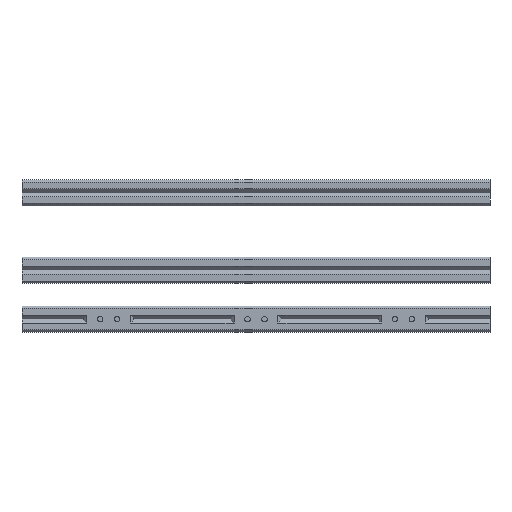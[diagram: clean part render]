
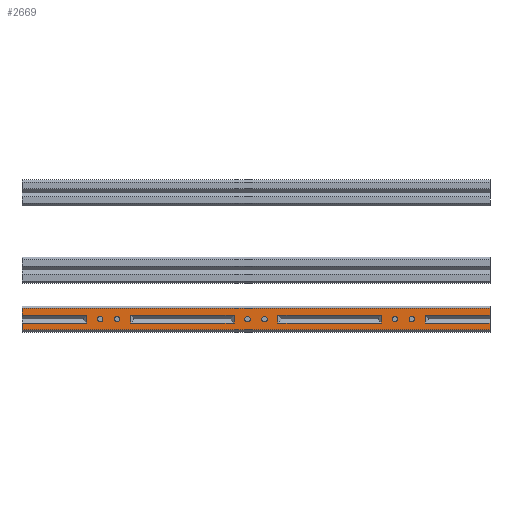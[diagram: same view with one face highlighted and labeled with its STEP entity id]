
A CAD part, top view. The second image highlights one B-rep face of the part: STEP entity #2669.
In plain terms, the highlighted planar face has unit normal (0, 0, 1).
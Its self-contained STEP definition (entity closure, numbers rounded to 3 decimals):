
#49=FACE_BOUND('',#943,.T.);
#50=FACE_BOUND('',#944,.T.);
#51=FACE_BOUND('',#945,.T.);
#52=FACE_BOUND('',#946,.T.);
#53=FACE_BOUND('',#947,.T.);
#54=FACE_BOUND('',#948,.T.);
#55=FACE_BOUND('',#949,.T.);
#56=FACE_BOUND('',#950,.T.);
#155=LINE('',#3999,#488);
#158=LINE('',#4005,#491);
#159=LINE('',#4007,#492);
#160=LINE('',#4009,#493);
#161=LINE('',#4011,#494);
#162=LINE('',#4013,#495);
#163=LINE('',#4015,#496);
#164=LINE('',#4017,#497);
#165=LINE('',#4019,#498);
#166=LINE('',#4021,#499);
#167=LINE('',#4023,#500);
#168=LINE('',#4024,#501);
#169=LINE('',#4035,#502);
#170=LINE('',#4037,#503);
#171=LINE('',#4039,#504);
#172=LINE('',#4040,#505);
#173=LINE('',#4047,#506);
#174=LINE('',#4049,#507);
#175=LINE('',#4051,#508);
#176=LINE('',#4052,#509);
#488=VECTOR('',#3237,10.);
#491=VECTOR('',#3242,10.);
#492=VECTOR('',#3243,10.);
#493=VECTOR('',#3244,10.);
#494=VECTOR('',#3245,10.);
#495=VECTOR('',#3246,10.);
#496=VECTOR('',#3247,10.);
#497=VECTOR('',#3248,10.);
#498=VECTOR('',#3249,10.);
#499=VECTOR('',#3250,10.);
#500=VECTOR('',#3251,10.);
#501=VECTOR('',#3252,10.);
#502=VECTOR('',#3261,10.);
#503=VECTOR('',#3262,10.);
#504=VECTOR('',#3263,10.);
#505=VECTOR('',#3264,10.);
#506=VECTOR('',#3269,10.);
#507=VECTOR('',#3270,10.);
#508=VECTOR('',#3271,10.);
#509=VECTOR('',#3272,10.);
#793=FACE_OUTER_BOUND('',#942,.T.);
#942=EDGE_LOOP('',(#1958,#1959,#1960,#1961,#1962,#1963,#1964,#1965,#1966,
#1967,#1968,#1969));
#943=EDGE_LOOP('',(#1970));
#944=EDGE_LOOP('',(#1971));
#945=EDGE_LOOP('',(#1972));
#946=EDGE_LOOP('',(#1973));
#947=EDGE_LOOP('',(#1974,#1975,#1976,#1977));
#948=EDGE_LOOP('',(#1978));
#949=EDGE_LOOP('',(#1979));
#950=EDGE_LOOP('',(#1980,#1981,#1982,#1983));
#1073=CIRCLE('',#2874,2.1);
#1074=CIRCLE('',#2875,2.1);
#1075=CIRCLE('',#2876,2.1);
#1076=CIRCLE('',#2877,2.1);
#1077=CIRCLE('',#2878,2.1);
#1078=CIRCLE('',#2879,2.1);
#1180=VERTEX_POINT('',#3996);
#1181=VERTEX_POINT('',#3998);
#1183=VERTEX_POINT('',#4004);
#1184=VERTEX_POINT('',#4006);
#1185=VERTEX_POINT('',#4008);
#1186=VERTEX_POINT('',#4010);
#1187=VERTEX_POINT('',#4012);
#1188=VERTEX_POINT('',#4014);
#1189=VERTEX_POINT('',#4016);
#1190=VERTEX_POINT('',#4018);
#1191=VERTEX_POINT('',#4020);
#1192=VERTEX_POINT('',#4022);
#1193=VERTEX_POINT('',#4025);
#1194=VERTEX_POINT('',#4027);
#1195=VERTEX_POINT('',#4029);
#1196=VERTEX_POINT('',#4031);
#1197=VERTEX_POINT('',#4033);
#1198=VERTEX_POINT('',#4034);
#1199=VERTEX_POINT('',#4036);
#1200=VERTEX_POINT('',#4038);
#1201=VERTEX_POINT('',#4041);
#1202=VERTEX_POINT('',#4043);
#1203=VERTEX_POINT('',#4045);
#1204=VERTEX_POINT('',#4046);
#1205=VERTEX_POINT('',#4048);
#1206=VERTEX_POINT('',#4050);
#1469=EDGE_CURVE('',#1180,#1181,#155,.T.);
#1472=EDGE_CURVE('',#1181,#1183,#158,.T.);
#1473=EDGE_CURVE('',#1180,#1184,#159,.T.);
#1474=EDGE_CURVE('',#1185,#1184,#160,.T.);
#1475=EDGE_CURVE('',#1186,#1185,#161,.T.);
#1476=EDGE_CURVE('',#1186,#1187,#162,.T.);
#1477=EDGE_CURVE('',#1187,#1188,#163,.T.);
#1478=EDGE_CURVE('',#1189,#1188,#164,.T.);
#1479=EDGE_CURVE('',#1190,#1189,#165,.T.);
#1480=EDGE_CURVE('',#1190,#1191,#166,.T.);
#1481=EDGE_CURVE('',#1191,#1192,#167,.T.);
#1482=EDGE_CURVE('',#1183,#1192,#168,.T.);
#1483=EDGE_CURVE('',#1193,#1193,#1073,.T.);
#1484=EDGE_CURVE('',#1194,#1194,#1074,.T.);
#1485=EDGE_CURVE('',#1195,#1195,#1075,.T.);
#1486=EDGE_CURVE('',#1196,#1196,#1076,.T.);
#1487=EDGE_CURVE('',#1197,#1198,#169,.T.);
#1488=EDGE_CURVE('',#1199,#1197,#170,.T.);
#1489=EDGE_CURVE('',#1199,#1200,#171,.T.);
#1490=EDGE_CURVE('',#1198,#1200,#172,.T.);
#1491=EDGE_CURVE('',#1201,#1201,#1077,.T.);
#1492=EDGE_CURVE('',#1202,#1202,#1078,.T.);
#1493=EDGE_CURVE('',#1203,#1204,#173,.T.);
#1494=EDGE_CURVE('',#1205,#1203,#174,.T.);
#1495=EDGE_CURVE('',#1205,#1206,#175,.T.);
#1496=EDGE_CURVE('',#1204,#1206,#176,.T.);
#1958=ORIENTED_EDGE('',*,*,#1472,.F.);
#1959=ORIENTED_EDGE('',*,*,#1469,.F.);
#1960=ORIENTED_EDGE('',*,*,#1473,.T.);
#1961=ORIENTED_EDGE('',*,*,#1474,.F.);
#1962=ORIENTED_EDGE('',*,*,#1475,.F.);
#1963=ORIENTED_EDGE('',*,*,#1476,.T.);
#1964=ORIENTED_EDGE('',*,*,#1477,.T.);
#1965=ORIENTED_EDGE('',*,*,#1478,.F.);
#1966=ORIENTED_EDGE('',*,*,#1479,.F.);
#1967=ORIENTED_EDGE('',*,*,#1480,.T.);
#1968=ORIENTED_EDGE('',*,*,#1481,.T.);
#1969=ORIENTED_EDGE('',*,*,#1482,.F.);
#1970=ORIENTED_EDGE('',*,*,#1483,.T.);
#1971=ORIENTED_EDGE('',*,*,#1484,.T.);
#1972=ORIENTED_EDGE('',*,*,#1485,.T.);
#1973=ORIENTED_EDGE('',*,*,#1486,.T.);
#1974=ORIENTED_EDGE('',*,*,#1487,.F.);
#1975=ORIENTED_EDGE('',*,*,#1488,.F.);
#1976=ORIENTED_EDGE('',*,*,#1489,.T.);
#1977=ORIENTED_EDGE('',*,*,#1490,.F.);
#1978=ORIENTED_EDGE('',*,*,#1491,.T.);
#1979=ORIENTED_EDGE('',*,*,#1492,.T.);
#1980=ORIENTED_EDGE('',*,*,#1493,.F.);
#1981=ORIENTED_EDGE('',*,*,#1494,.F.);
#1982=ORIENTED_EDGE('',*,*,#1495,.T.);
#1983=ORIENTED_EDGE('',*,*,#1496,.F.);
#2540=PLANE('',#2873);
#2669=ADVANCED_FACE('',(#793,#49,#50,#51,#52,#53,#54,#55,#56),#2540,.T.);
#2873=AXIS2_PLACEMENT_3D('',#4003,#3240,#3241);
#2874=AXIS2_PLACEMENT_3D('',#4026,#3253,#3254);
#2875=AXIS2_PLACEMENT_3D('',#4028,#3255,#3256);
#2876=AXIS2_PLACEMENT_3D('',#4030,#3257,#3258);
#2877=AXIS2_PLACEMENT_3D('',#4032,#3259,#3260);
#2878=AXIS2_PLACEMENT_3D('',#4042,#3265,#3266);
#2879=AXIS2_PLACEMENT_3D('',#4044,#3267,#3268);
#3237=DIRECTION('',(0.,-1.,0.));
#3240=DIRECTION('center_axis',(0.,0.,1.));
#3241=DIRECTION('ref_axis',(0.,-1.,0.));
#3242=DIRECTION('',(1.,0.,0.));
#3243=DIRECTION('',(1.,0.,0.));
#3244=DIRECTION('',(0.,-1.,0.));
#3245=DIRECTION('',(1.,0.,0.));
#3246=DIRECTION('',(0.,-1.,0.));
#3247=DIRECTION('',(1.,0.,0.));
#3248=DIRECTION('',(0.,1.,0.));
#3249=DIRECTION('',(1.,0.,0.));
#3250=DIRECTION('',(0.,-1.,0.));
#3251=DIRECTION('',(1.,0.,0.));
#3252=DIRECTION('',(0.,-1.,0.));
#3253=DIRECTION('center_axis',(0.,0.,-1.));
#3254=DIRECTION('ref_axis',(-1.,0.,0.));
#3255=DIRECTION('center_axis',(0.,0.,-1.));
#3256=DIRECTION('ref_axis',(-1.,0.,0.));
#3257=DIRECTION('center_axis',(0.,0.,-1.));
#3258=DIRECTION('ref_axis',(-1.,0.,0.));
#3259=DIRECTION('center_axis',(0.,0.,-1.));
#3260=DIRECTION('ref_axis',(-1.,0.,0.));
#3261=DIRECTION('',(1.,0.,0.));
#3262=DIRECTION('',(0.,-1.,0.));
#3263=DIRECTION('',(1.,0.,0.));
#3264=DIRECTION('',(0.,1.,0.));
#3265=DIRECTION('center_axis',(0.,0.,-1.));
#3266=DIRECTION('ref_axis',(-1.,0.,0.));
#3267=DIRECTION('center_axis',(0.,0.,-1.));
#3268=DIRECTION('ref_axis',(-1.,0.,0.));
#3269=DIRECTION('',(1.,0.,0.));
#3270=DIRECTION('',(0.,-1.,0.));
#3271=DIRECTION('',(1.,0.,0.));
#3272=DIRECTION('',(0.,1.,0.));
#3996=CARTESIAN_POINT('',(386.41,3.,10.));
#3998=CARTESIAN_POINT('',(386.41,-3.,10.));
#3999=CARTESIAN_POINT('',(386.41,5.625,10.));
#4003=CARTESIAN_POINT('Origin',(76.2,8.25,10.));
#4004=CARTESIAN_POINT('',(436.2,-3.,10.));
#4005=CARTESIAN_POINT('',(76.2,-3.,10.));
#4006=CARTESIAN_POINT('',(436.2,3.,10.));
#4007=CARTESIAN_POINT('',(76.2,3.,10.));
#4008=CARTESIAN_POINT('',(436.2,8.25,10.));
#4009=CARTESIAN_POINT('',(436.2,8.25,10.));
#4010=CARTESIAN_POINT('',(76.2,8.25,10.));
#4011=CARTESIAN_POINT('',(76.2,8.25,10.));
#4012=CARTESIAN_POINT('',(76.2,3.,10.));
#4013=CARTESIAN_POINT('',(76.2,8.25,10.));
#4014=CARTESIAN_POINT('',(125.99,3.,10.));
#4015=CARTESIAN_POINT('',(76.2,3.,10.));
#4016=CARTESIAN_POINT('',(125.99,-3.,10.));
#4017=CARTESIAN_POINT('',(125.99,2.625,10.));
#4018=CARTESIAN_POINT('',(76.2,-3.,10.));
#4019=CARTESIAN_POINT('',(76.2,-3.,10.));
#4020=CARTESIAN_POINT('',(76.2,-8.25,10.));
#4021=CARTESIAN_POINT('',(76.2,-3.,10.));
#4022=CARTESIAN_POINT('',(436.2,-8.25,10.));
#4023=CARTESIAN_POINT('',(76.2,-8.25,10.));
#4024=CARTESIAN_POINT('',(436.2,-3.,10.));
#4025=CARTESIAN_POINT('',(138.49,0.,10.));
#4026=CARTESIAN_POINT('Origin',(136.39,0.,10.));
#4027=CARTESIAN_POINT('',(151.49,0.,10.));
#4028=CARTESIAN_POINT('Origin',(149.39,0.,10.));
#4029=CARTESIAN_POINT('',(251.8,0.,10.));
#4030=CARTESIAN_POINT('Origin',(249.7,0.,10.));
#4031=CARTESIAN_POINT('',(264.8,0.,10.));
#4032=CARTESIAN_POINT('Origin',(262.7,0.,10.));
#4033=CARTESIAN_POINT('',(159.79,-3.,10.));
#4034=CARTESIAN_POINT('',(239.3,-3.,10.));
#4035=CARTESIAN_POINT('',(76.2,-3.,10.));
#4036=CARTESIAN_POINT('',(159.79,3.,10.));
#4037=CARTESIAN_POINT('',(159.79,5.625,10.));
#4038=CARTESIAN_POINT('',(239.3,3.,10.));
#4039=CARTESIAN_POINT('',(76.2,3.,10.));
#4040=CARTESIAN_POINT('',(239.3,2.625,10.));
#4041=CARTESIAN_POINT('',(378.11,0.,10.));
#4042=CARTESIAN_POINT('Origin',(376.01,0.,10.));
#4043=CARTESIAN_POINT('',(365.11,0.,10.));
#4044=CARTESIAN_POINT('Origin',(363.01,0.,10.));
#4045=CARTESIAN_POINT('',(273.1,-3.,10.));
#4046=CARTESIAN_POINT('',(352.61,-3.,10.));
#4047=CARTESIAN_POINT('',(76.2,-3.,10.));
#4048=CARTESIAN_POINT('',(273.1,3.,10.));
#4049=CARTESIAN_POINT('',(273.1,5.625,10.));
#4050=CARTESIAN_POINT('',(352.61,3.,10.));
#4051=CARTESIAN_POINT('',(76.2,3.,10.));
#4052=CARTESIAN_POINT('',(352.61,2.625,10.));
